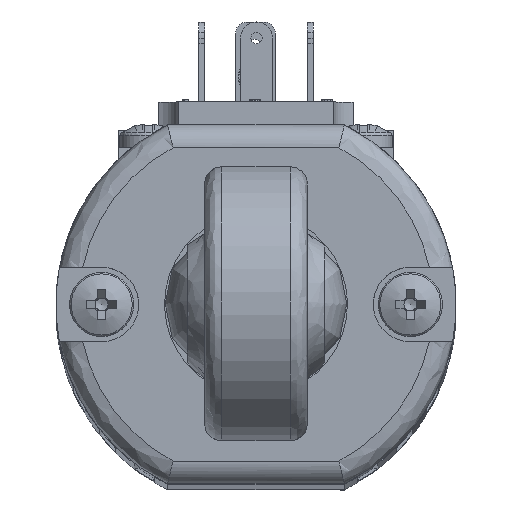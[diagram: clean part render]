
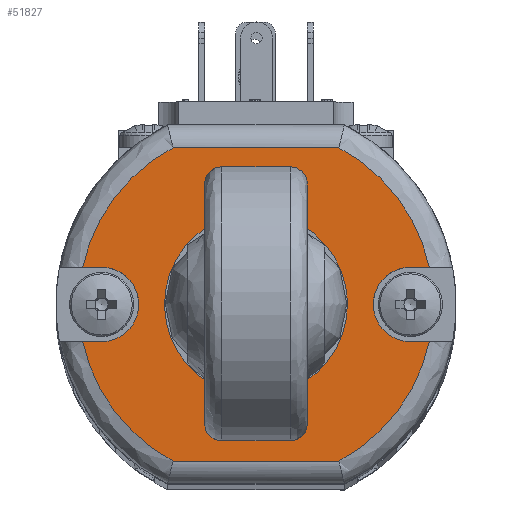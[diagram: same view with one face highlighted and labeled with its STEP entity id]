
A CAD part, top view. The second image highlights one B-rep face of the part: STEP entity #51827.
In plain terms, the highlighted planar face has unit normal (0, 0, 1).
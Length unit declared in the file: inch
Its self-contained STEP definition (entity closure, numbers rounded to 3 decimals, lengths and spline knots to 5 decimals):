
#908 = CARTESIAN_POINT ( 'NONE',  ( -0.59667, -0.12795, 10.98425 ) ) ;
#950 = ORIENTED_EDGE ( 'NONE', *, *, #15897, .T. ) ;
#1100 = CARTESIAN_POINT ( 'NONE',  ( 0.44755, -0.45358, 10.98425 ) ) ;
#1630 = LINE ( 'NONE', #55777, #50248 ) ;
#2089 = DIRECTION ( 'NONE',  ( 1., 0., 0. ) ) ;
#4174 = DIRECTION ( 'NONE',  ( -1., 0., 0. ) ) ;
#4939 = CARTESIAN_POINT ( 'NONE',  ( 0.55821, 0.3073, 10.98425 ) ) ;
#5653 = CARTESIAN_POINT ( 'NONE',  ( 0.55821, -0.3073, 10.98425 ) ) ;
#5837 = CARTESIAN_POINT ( 'NONE',  ( 0.59667, 0.12795, 10.98425 ) ) ;
#6983 = EDGE_CURVE ( 'NONE', #59826, #8911, #18378, .T. ) ;
#7131 = VERTEX_POINT ( 'NONE', #31749 ) ;
#8790 = DIRECTION ( 'NONE',  ( 1., 0., 0. ) ) ;
#8872 = EDGE_CURVE ( 'NONE', #59826, #52708, #43510, .T. ) ;
#8911 = VERTEX_POINT ( 'NONE', #38603 ) ;
#9283 = FACE_BOUND ( 'NONE', #11463, .T. ) ;
#9662 = ORIENTED_EDGE ( 'NONE', *, *, #37625, .F. ) ;
#10328 = LINE ( 'NONE', #36870, #11234 ) ;
#10344 = EDGE_CURVE ( 'NONE', #44732, #44732, #45277, .T. ) ;
#10418 = VECTOR ( 'NONE', #4174, 39.37008 ) ;
#10827 = DIRECTION ( 'NONE',  ( 1., 0., 0. ) ) ;
#11234 = VECTOR ( 'NONE', #57546, 39.37008 ) ;
#11463 = EDGE_LOOP ( 'NONE', ( #28708 ) ) ;
#11888 = EDGE_CURVE ( 'NONE', #34941, #12930, #58138, .T. ) ;
#12261 = LINE ( 'NONE', #31613, #49764 ) ;
#12420 = EDGE_CURVE ( 'NONE', #48241, #40325, #49264, .T. ) ;
#12930 = VERTEX_POINT ( 'NONE', #5837 ) ;
#13233 = CARTESIAN_POINT ( 'NONE',  ( -0.59667, -0.12795, 10.98425 ) ) ;
#13326 = ORIENTED_EDGE ( 'NONE', *, *, #38753, .F. ) ;
#13587 = DIRECTION ( 'NONE',  ( -1., 0., 0. ) ) ;
#14985 = CARTESIAN_POINT ( 'NONE',  ( -0.59667, 0.12795, 10.98425 ) ) ;
#15828 = CARTESIAN_POINT ( 'NONE',  ( 0.59667, -0.12795, 10.98425 ) ) ;
#15897 = EDGE_CURVE ( 'NONE', #43047, #8911, #1630, .T. ) ;
#15980 = ORIENTED_EDGE ( 'NONE', *, *, #31178, .T. ) ;
#16031 = ORIENTED_EDGE ( 'NONE', *, *, #26134, .T. ) ;
#16103 = EDGE_CURVE ( 'NONE', #54305, #7131, #25182, .T. ) ;
#17641 = CARTESIAN_POINT ( 'NONE',  ( -0.76257, -0.12795, 10.98425 ) ) ;
#18378 = CIRCLE ( 'NONE', #43493, 0.12795 ) ;
#18697 = CARTESIAN_POINT ( 'NONE',  ( -0.5315, -0.12795, 10.98425 ) ) ;
#22218 = AXIS2_PLACEMENT_3D ( 'NONE', #51319, #52626, #62855 ) ;
#23402 = CARTESIAN_POINT ( 'NONE',  ( 0., 0., 10.98425 ) ) ;
#23686 = CARTESIAN_POINT ( 'NONE',  ( 0.5315, 0.12795, 10.98425 ) ) ;
#24157 = CARTESIAN_POINT ( 'NONE',  ( -0.28543, 0.53937, 10.98425 ) ) ;
#24487 = CARTESIAN_POINT ( 'NONE',  ( -0.44755, 0.45358, 10.98425 ) ) ;
#25182 = CIRCLE ( 'NONE', #26193, 0.12795 ) ;
#26054 = CARTESIAN_POINT ( 'NONE',  ( 0.28543, -0.53937, 10.98425 ) ) ;
#26134 = EDGE_CURVE ( 'NONE', #54305, #12930, #10328, .T. ) ;
#26193 = AXIS2_PLACEMENT_3D ( 'NONE', #34071, #28815, #8790 ) ;
#27303 = VERTEX_POINT ( 'NONE', #61458 ) ;
#28320 = FACE_OUTER_BOUND ( 'NONE', #39975, .T. ) ;
#28441 = CARTESIAN_POINT ( 'NONE',  ( -0.28543, -0.53937, 10.98425 ) ) ;
#28708 = ORIENTED_EDGE ( 'NONE', *, *, #10344, .T. ) ;
#28815 = DIRECTION ( 'NONE',  ( 0., 0., 1. ) ) ;
#29140 = CARTESIAN_POINT ( 'NONE',  ( 0.76257, -0.12795, 10.98425 ) ) ;
#29301 = PLANE ( 'NONE',  #39121 ) ;
#29641 = CARTESIAN_POINT ( 'NONE',  ( 0.25591, 0., 10.98425 ) ) ;
#30206 = CARTESIAN_POINT ( 'NONE',  ( 0.44755, 0.45358, 10.98425 ) ) ;
#31036 = ORIENTED_EDGE ( 'NONE', *, *, #8872, .T. ) ;
#31178 = EDGE_CURVE ( 'NONE', #48241, #7131, #39293, .T. ) ;
#31613 = CARTESIAN_POINT ( 'NONE',  ( 0.30435, 0.53937, 10.98425 ) ) ;
#31749 = CARTESIAN_POINT ( 'NONE',  ( 0.5315, -0.12795, 10.98425 ) ) ;
#32208 =( BOUNDED_CURVE ( )  B_SPLINE_CURVE ( 3, ( #14985, #39564, #24487, #24157 ),
 .UNSPECIFIED., .F., .F. ) 
 B_SPLINE_CURVE_WITH_KNOTS ( ( 4, 4 ),
 ( 0., 1. ),
 .UNSPECIFIED. ) 
 CURVE ( )  GEOMETRIC_REPRESENTATION_ITEM ( )  RATIONAL_B_SPLINE_CURVE ( ( 1., 0.938, 0.938, 1. ) ) 
 REPRESENTATION_ITEM ( '' )  );
#32329 = VECTOR ( 'NONE', #32435, 39.37008 ) ;
#32435 = DIRECTION ( 'NONE',  ( -1., 0., 0. ) ) ;
#33341 = ORIENTED_EDGE ( 'NONE', *, *, #12420, .F. ) ;
#34071 = CARTESIAN_POINT ( 'NONE',  ( 0.5315, 0., 10.98425 ) ) ;
#34192 = CARTESIAN_POINT ( 'NONE',  ( -0.28543, -0.53937, 10.98425 ) ) ;
#34941 = VERTEX_POINT ( 'NONE', #63760 ) ;
#36008 = DIRECTION ( 'NONE',  ( 0., 0., 1. ) ) ;
#36342 = CARTESIAN_POINT ( 'NONE',  ( -0.5315, 0., 10.98425 ) ) ;
#36757 = EDGE_CURVE ( 'NONE', #38479, #52708, #59046, .T. ) ;
#36870 = CARTESIAN_POINT ( 'NONE',  ( 0.5315, 0.12795, 10.98425 ) ) ;
#37625 = EDGE_CURVE ( 'NONE', #43047, #27303, #32208, .T. ) ;
#37927 = EDGE_CURVE ( 'NONE', #40325, #38479, #58571, .T. ) ;
#38479 = VERTEX_POINT ( 'NONE', #28441 ) ;
#38603 = CARTESIAN_POINT ( 'NONE',  ( -0.5315, 0.12795, 10.98425 ) ) ;
#38753 = EDGE_CURVE ( 'NONE', #27303, #34941, #12261, .T. ) ;
#39121 = AXIS2_PLACEMENT_3D ( 'NONE', #23402, #43386, #13587 ) ;
#39293 = LINE ( 'NONE', #29140, #10418 ) ;
#39564 = CARTESIAN_POINT ( 'NONE',  ( -0.55821, 0.3073, 10.98425 ) ) ;
#39975 = EDGE_LOOP ( 'NONE', ( #15980, #45757, #16031, #55520, #13326, #9662, #950, #47203, #31036, #62839, #60147, #33341 ) ) ;
#40325 = VERTEX_POINT ( 'NONE', #56173 ) ;
#43047 = VERTEX_POINT ( 'NONE', #50902 ) ;
#43386 = DIRECTION ( 'NONE',  ( 0., 0., -1. ) ) ;
#43493 = AXIS2_PLACEMENT_3D ( 'NONE', #36342, #36008, #46191 ) ;
#43510 = LINE ( 'NONE', #17641, #32329 ) ;
#44732 = VERTEX_POINT ( 'NONE', #29641 ) ;
#45277 = CIRCLE ( 'NONE', #22218, 0.25591 ) ;
#45284 = CARTESIAN_POINT ( 'NONE',  ( 0.59667, 0.12795, 10.98425 ) ) ;
#45757 = ORIENTED_EDGE ( 'NONE', *, *, #16103, .F. ) ;
#46191 = DIRECTION ( 'NONE',  ( 1., 0., 0. ) ) ;
#46291 = CARTESIAN_POINT ( 'NONE',  ( 0.28543, 0.53937, 10.98425 ) ) ;
#47203 = ORIENTED_EDGE ( 'NONE', *, *, #6983, .F. ) ;
#48067 = CARTESIAN_POINT ( 'NONE',  ( 0.30435, -0.53937, 10.98425 ) ) ;
#48241 = VERTEX_POINT ( 'NONE', #15828 ) ;
#49264 =( BOUNDED_CURVE ( )  B_SPLINE_CURVE ( 3, ( #60212, #5653, #1100, #26054 ),
 .UNSPECIFIED., .F., .F. ) 
 B_SPLINE_CURVE_WITH_KNOTS ( ( 4, 4 ),
 ( 0., 1. ),
 .UNSPECIFIED. ) 
 CURVE ( )  GEOMETRIC_REPRESENTATION_ITEM ( )  RATIONAL_B_SPLINE_CURVE ( ( 1., 0.938, 0.938, 1. ) ) 
 REPRESENTATION_ITEM ( '' )  );
#49764 = VECTOR ( 'NONE', #2089, 39.37008 ) ;
#50248 = VECTOR ( 'NONE', #10827, 39.37008 ) ;
#50902 = CARTESIAN_POINT ( 'NONE',  ( -0.59667, 0.12795, 10.98425 ) ) ;
#51319 = CARTESIAN_POINT ( 'NONE',  ( 0., 0., 10.98425 ) ) ;
#51827 = ADVANCED_FACE ( 'NONE', ( #9283, #28320 ), #29301, .F. ) ;
#52626 = DIRECTION ( 'NONE',  ( 0., 0., -1. ) ) ;
#52708 = VERTEX_POINT ( 'NONE', #908 ) ;
#52979 = DIRECTION ( 'NONE',  ( -1., 0., 0. ) ) ;
#54305 = VERTEX_POINT ( 'NONE', #23686 ) ;
#54520 = CARTESIAN_POINT ( 'NONE',  ( -0.55821, -0.3073, 10.98425 ) ) ;
#55520 = ORIENTED_EDGE ( 'NONE', *, *, #11888, .F. ) ;
#55777 = CARTESIAN_POINT ( 'NONE',  ( -0.5315, 0.12795, 10.98425 ) ) ;
#56173 = CARTESIAN_POINT ( 'NONE',  ( 0.28543, -0.53937, 10.98425 ) ) ;
#56947 = VECTOR ( 'NONE', #52979, 39.37008 ) ;
#57546 = DIRECTION ( 'NONE',  ( 1., 0., 0. ) ) ;
#58138 =( BOUNDED_CURVE ( )  B_SPLINE_CURVE ( 3, ( #46291, #30206, #4939, #45284 ),
 .UNSPECIFIED., .F., .T. ) 
 B_SPLINE_CURVE_WITH_KNOTS ( ( 4, 4 ),
 ( 0., 1. ),
 .UNSPECIFIED. ) 
 CURVE ( )  GEOMETRIC_REPRESENTATION_ITEM ( )  RATIONAL_B_SPLINE_CURVE ( ( 1., 0.938, 0.938, 1. ) ) 
 REPRESENTATION_ITEM ( '' )  );
#58571 = LINE ( 'NONE', #48067, #56947 ) ;
#59046 =( BOUNDED_CURVE ( )  B_SPLINE_CURVE ( 3, ( #34192, #64785, #54520, #13233 ),
 .UNSPECIFIED., .F., .F. ) 
 B_SPLINE_CURVE_WITH_KNOTS ( ( 4, 4 ),
 ( 0., 1. ),
 .UNSPECIFIED. ) 
 CURVE ( )  GEOMETRIC_REPRESENTATION_ITEM ( )  RATIONAL_B_SPLINE_CURVE ( ( 1., 0.938, 0.938, 1. ) ) 
 REPRESENTATION_ITEM ( '' )  );
#59826 = VERTEX_POINT ( 'NONE', #18697 ) ;
#60147 = ORIENTED_EDGE ( 'NONE', *, *, #37927, .F. ) ;
#60212 = CARTESIAN_POINT ( 'NONE',  ( 0.59667, -0.12795, 10.98425 ) ) ;
#61458 = CARTESIAN_POINT ( 'NONE',  ( -0.28543, 0.53937, 10.98425 ) ) ;
#62839 = ORIENTED_EDGE ( 'NONE', *, *, #36757, .F. ) ;
#62855 = DIRECTION ( 'NONE',  ( 1., 0., 0. ) ) ;
#63760 = CARTESIAN_POINT ( 'NONE',  ( 0.28543, 0.53937, 10.98425 ) ) ;
#64785 = CARTESIAN_POINT ( 'NONE',  ( -0.44755, -0.45358, 10.98425 ) ) ;
